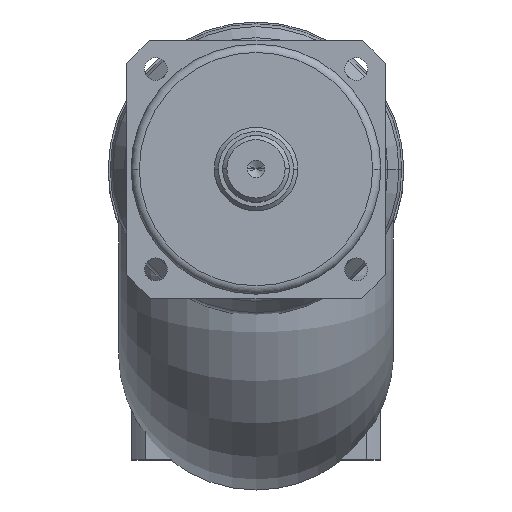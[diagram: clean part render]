
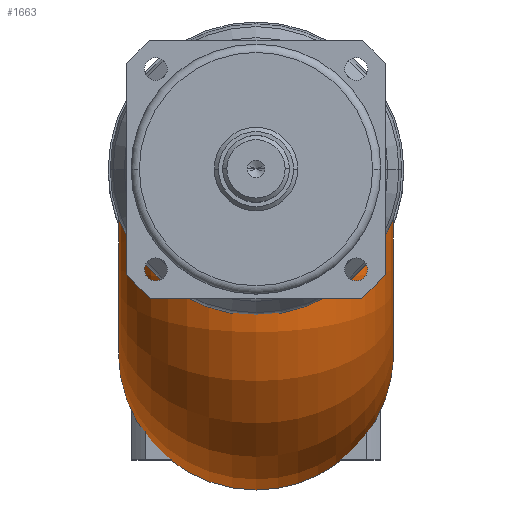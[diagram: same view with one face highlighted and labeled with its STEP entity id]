
A CAD part, top view. The second image highlights one B-rep face of the part: STEP entity #1663.
In plain terms, the highlighted toroidal (fillet/blend) face has major radius 22 mm and minor radius 33 mm.
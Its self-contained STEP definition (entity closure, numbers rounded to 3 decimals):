
#131 = CARTESIAN_POINT ( 'NONE',  ( -22.945, -22., -67.122 ) ) ;
#135 = DIRECTION ( 'NONE',  ( -1., 0., 0. ) ) ;
#174 = VERTEX_POINT ( 'NONE', #1341 ) ;
#207 = CARTESIAN_POINT ( 'NONE',  ( 33., 0., -17.4 ) ) ;
#286 = CARTESIAN_POINT ( 'NONE',  ( 0., 0., -17.4 ) ) ;
#351 = VERTEX_POINT ( 'NONE', #1108 ) ;
#408 = CARTESIAN_POINT ( 'NONE',  ( -5.361, -22., -72.002 ) ) ;
#497 = VERTEX_POINT ( 'NONE', #1816 ) ;
#501 = CARTESIAN_POINT ( 'NONE',  ( 7.939, -22., -71.473 ) ) ;
#557 = DIRECTION ( 'NONE',  ( -1., 0., 0. ) ) ;
#698 = CARTESIAN_POINT ( 'NONE',  ( -0.911, -22., -72.4 ) ) ;
#790 = ORIENTED_EDGE ( 'NONE', *, *, #1392, .F. ) ;
#799 = CARTESIAN_POINT ( 'NONE',  ( 0., -22., -17.4 ) ) ;
#811 = DIRECTION ( 'NONE',  ( 0., 0., -1. ) ) ;
#830 = EDGE_LOOP ( 'NONE', ( #1075, #843, #2465, #2941, #790 ) ) ;
#842 = CARTESIAN_POINT ( 'NONE',  ( 5.361, -22., -72.002 ) ) ;
#843 = ORIENTED_EDGE ( 'NONE', *, *, #3162, .T. ) ;
#854 = CARTESIAN_POINT ( 'NONE',  ( 0.911, -22., -72.4 ) ) ;
#869 = CARTESIAN_POINT ( 'NONE',  ( 2.715, -22., -72.326 ) ) ;
#884 = CARTESIAN_POINT ( 'NONE',  ( 24.593, -22., -17.399 ) ) ;
#905 = AXIS2_PLACEMENT_3D ( 'NONE', #3785, #1936, #135 ) ;
#1075 = ORIENTED_EDGE ( 'NONE', *, *, #3170, .F. ) ;
#1079 = AXIS2_PLACEMENT_3D ( 'NONE', #286, #2373, #557 ) ;
#1090 = CIRCLE ( 'NONE', #1319, 33. ) ;
#1108 = CARTESIAN_POINT ( 'NONE',  ( -33., 0., -17.4 ) ) ;
#1295 = VERTEX_POINT ( 'NONE', #207 ) ;
#1314 = DIRECTION ( 'NONE',  ( 0., 0., -1. ) ) ;
#1319 = AXIS2_PLACEMENT_3D ( 'NONE', #3136, #1314, #3463 ) ;
#1341 = CARTESIAN_POINT ( 'NONE',  ( 0., -22., -72.4 ) ) ;
#1357 = CARTESIAN_POINT ( 'NONE',  ( -24.593, -22., -17.399 ) ) ;
#1389 = DIRECTION ( 'NONE',  ( 1., 0., 0. ) ) ;
#1392 = EDGE_CURVE ( 'NONE', #174, #497, #3915, .T. ) ;
#1564 = B_SPLINE_CURVE_WITH_KNOTS ( 'NONE', 3,
 ( #1917, #1609, #3781, #1931, #131, #2199, #408, #2530, #698, #2829 ),
 .UNSPECIFIED., .F., .F.,
 ( 4, 2, 1, 1, 1, 1, 4 ),
 ( 0.634, 0.75, 0.95, 0.963, 0.975, 0.988, 1. ),
 .UNSPECIFIED. ) ;
#1609 = CARTESIAN_POINT ( 'NONE',  ( -29.819, -22., -23.242 ) ) ;
#1663 = ADVANCED_FACE ( 'NONE', ( #3958 ), #3862, .T. ) ;
#1816 = CARTESIAN_POINT ( 'NONE',  ( 24.593, -22., -17.399 ) ) ;
#1917 = CARTESIAN_POINT ( 'NONE',  ( -24.593, -22., -17.399 ) ) ;
#1931 = CARTESIAN_POINT ( 'NONE',  ( -33., -22., -53.971 ) ) ;
#1936 = DIRECTION ( 'NONE',  ( 0., 0., -1. ) ) ;
#1974 = AXIS2_PLACEMENT_3D ( 'NONE', #799, #1389, #811 ) ;
#2199 = CARTESIAN_POINT ( 'NONE',  ( -7.939, -22., -71.473 ) ) ;
#2373 = DIRECTION ( 'NONE',  ( 0., 0., -1. ) ) ;
#2465 = ORIENTED_EDGE ( 'NONE', *, *, #3458, .T. ) ;
#2530 = CARTESIAN_POINT ( 'NONE',  ( -2.715, -22., -72.326 ) ) ;
#2570 = CIRCLE ( 'NONE', #1079, 33. ) ;
#2607 = CIRCLE ( 'NONE', #905, 33. ) ;
#2829 = CARTESIAN_POINT ( 'NONE',  ( 0., -22., -72.4 ) ) ;
#2941 = ORIENTED_EDGE ( 'NONE', *, *, #3588, .T. ) ;
#2968 = CARTESIAN_POINT ( 'NONE',  ( 22.945, -22., -67.122 ) ) ;
#3136 = CARTESIAN_POINT ( 'NONE',  ( 0., 0., -17.4 ) ) ;
#3162 = EDGE_CURVE ( 'NONE', #3891, #351, #1090, .T. ) ;
#3170 = EDGE_CURVE ( 'NONE', #3891, #174, #1564, .T. ) ;
#3252 = CARTESIAN_POINT ( 'NONE',  ( 33., -22., -53.971 ) ) ;
#3458 = EDGE_CURVE ( 'NONE', #351, #1295, #2570, .T. ) ;
#3463 = DIRECTION ( 'NONE',  ( -1., 0., 0. ) ) ;
#3588 = EDGE_CURVE ( 'NONE', #1295, #497, #2607, .T. ) ;
#3609 = CARTESIAN_POINT ( 'NONE',  ( 0., -22., -72.4 ) ) ;
#3661 = CARTESIAN_POINT ( 'NONE',  ( 33., -22., -30.952 ) ) ;
#3781 = CARTESIAN_POINT ( 'NONE',  ( -33., -22., -30.952 ) ) ;
#3785 = CARTESIAN_POINT ( 'NONE',  ( 0., 0., -17.4 ) ) ;
#3807 = CARTESIAN_POINT ( 'NONE',  ( 29.819, -22., -23.242 ) ) ;
#3862 = TOROIDAL_SURFACE ( 'NONE', #1974, 22., 33. ) ;
#3891 = VERTEX_POINT ( 'NONE', #1357 ) ;
#3915 = B_SPLINE_CURVE_WITH_KNOTS ( 'NONE', 3,
 ( #3609, #854, #869, #842, #501, #2968, #3252, #3661, #3807, #884 ),
 .UNSPECIFIED., .F., .F.,
 ( 4, 1, 1, 1, 1, 2, 4 ),
 ( 0., 0.012, 0.025, 0.038, 0.05, 0.25, 0.366 ),
 .UNSPECIFIED. ) ;
#3958 = FACE_OUTER_BOUND ( 'NONE', #830, .T. ) ;
